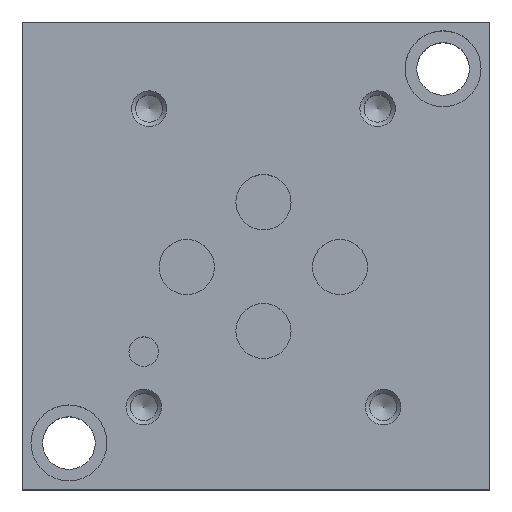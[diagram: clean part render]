
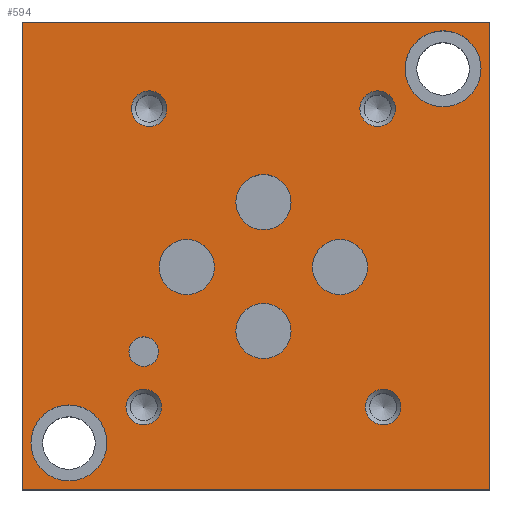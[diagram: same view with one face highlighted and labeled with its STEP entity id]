
A CAD part, top view. The second image highlights one B-rep face of the part: STEP entity #594.
In plain terms, the highlighted planar face has unit normal (0, 0, 1).
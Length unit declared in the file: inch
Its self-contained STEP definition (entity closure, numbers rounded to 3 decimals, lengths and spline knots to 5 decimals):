
#594 = ADVANCED_FACE( '', ( #1276, #1277, #1278, #1279, #1280, #1281, #1282, #1283, #1284, #1285, #1286, #1287 ), #1288, .F. );
#1276 = FACE_BOUND( '', #2007, .T. );
#1277 = FACE_BOUND( '', #2008, .T. );
#1278 = FACE_BOUND( '', #2009, .T. );
#1279 = FACE_BOUND( '', #2010, .T. );
#1280 = FACE_BOUND( '', #2011, .T. );
#1281 = FACE_BOUND( '', #2012, .T. );
#1282 = FACE_BOUND( '', #2013, .T. );
#1283 = FACE_BOUND( '', #2014, .T. );
#1284 = FACE_BOUND( '', #2015, .T. );
#1285 = FACE_BOUND( '', #2016, .T. );
#1286 = FACE_BOUND( '', #2017, .T. );
#1287 = FACE_OUTER_BOUND( '', #2018, .T. );
#1288 = PLANE( '', #2019 );
#2007 = EDGE_LOOP( '', ( #3703 ) );
#2008 = EDGE_LOOP( '', ( #3704 ) );
#2009 = EDGE_LOOP( '', ( #3705 ) );
#2010 = EDGE_LOOP( '', ( #3706 ) );
#2011 = EDGE_LOOP( '', ( #3707 ) );
#2012 = EDGE_LOOP( '', ( #3708 ) );
#2013 = EDGE_LOOP( '', ( #3709 ) );
#2014 = EDGE_LOOP( '', ( #3710 ) );
#2015 = EDGE_LOOP( '', ( #3711 ) );
#2016 = EDGE_LOOP( '', ( #3712 ) );
#2017 = EDGE_LOOP( '', ( #3713 ) );
#2018 = EDGE_LOOP( '', ( #3714, #3715, #3716, #3717 ) );
#2019 = AXIS2_PLACEMENT_3D( '', #3718, #3719, #3720 );
#3703 = ORIENTED_EDGE( '', *, *, #4716, .T. );
#3704 = ORIENTED_EDGE( '', *, *, #4655, .T. );
#3705 = ORIENTED_EDGE( '', *, *, #4678, .F. );
#3706 = ORIENTED_EDGE( '', *, *, #4390, .F. );
#3707 = ORIENTED_EDGE( '', *, *, #4680, .F. );
#3708 = ORIENTED_EDGE( '', *, *, #4188, .F. );
#3709 = ORIENTED_EDGE( '', *, *, #4664, .F. );
#3710 = ORIENTED_EDGE( '', *, *, #4717, .F. );
#3711 = ORIENTED_EDGE( '', *, *, #4615, .F. );
#3712 = ORIENTED_EDGE( '', *, *, #4718, .F. );
#3713 = ORIENTED_EDGE( '', *, *, #4580, .F. );
#3714 = ORIENTED_EDGE( '', *, *, #4483, .T. );
#3715 = ORIENTED_EDGE( '', *, *, #4440, .F. );
#3716 = ORIENTED_EDGE( '', *, *, #4238, .F. );
#3717 = ORIENTED_EDGE( '', *, *, #4363, .T. );
#3718 = CARTESIAN_POINT( '', ( 2.5, 2.5, 1. ) );
#3719 = DIRECTION( '', ( 0., 0., -1. ) );
#3720 = DIRECTION( '', ( -1., 0., 0. ) );
#4188 = EDGE_CURVE( '', #5020, #5020, #5021, .T. );
#4238 = EDGE_CURVE( '', #5106, #5108, #5109, .T. );
#4363 = EDGE_CURVE( '', #5106, #5319, #5321, .T. );
#4390 = EDGE_CURVE( '', #5357, #5357, #5358, .T. );
#4440 = EDGE_CURVE( '', #5108, #5434, #5436, .T. );
#4483 = EDGE_CURVE( '', #5319, #5434, #5495, .T. );
#4580 = EDGE_CURVE( '', #5622, #5622, #5623, .T. );
#4615 = EDGE_CURVE( '', #5670, #5670, #5671, .T. );
#4655 = EDGE_CURVE( '', #5721, #5721, #5722, .T. );
#4664 = EDGE_CURVE( '', #5731, #5731, #5732, .T. );
#4678 = EDGE_CURVE( '', #5746, #5746, #5747, .T. );
#4680 = EDGE_CURVE( '', #5749, #5749, #5750, .T. );
#4716 = EDGE_CURVE( '', #5792, #5792, #5793, .T. );
#4717 = EDGE_CURVE( '', #5794, #5794, #5795, .T. );
#4718 = EDGE_CURVE( '', #5796, #5796, #5797, .T. );
#5020 = VERTEX_POINT( '', #6180 );
#5021 = CIRCLE( '', #6181, 0.095 );
#5106 = VERTEX_POINT( '', #6295 );
#5108 = VERTEX_POINT( '', #6298 );
#5109 = LINE( '', #6299, #6300 );
#5319 = VERTEX_POINT( '', #6592 );
#5321 = LINE( '', #6595, #6596 );
#5357 = VERTEX_POINT( '', #6648 );
#5358 = CIRCLE( '', #6649, 0.095 );
#5434 = VERTEX_POINT( '', #6749 );
#5436 = LINE( '', #6752, #6753 );
#5495 = LINE( '', #6832, #6833 );
#5622 = VERTEX_POINT( '', #7008 );
#5623 = CIRCLE( '', #7009, 0.1475 );
#5670 = VERTEX_POINT( '', #7069 );
#5671 = CIRCLE( '', #7070, 0.1475 );
#5721 = VERTEX_POINT( '', #7136 );
#5722 = CIRCLE( '', #7137, 0.203 );
#5731 = VERTEX_POINT( '', #7150 );
#5732 = CIRCLE( '', #7151, 0.079 );
#5746 = VERTEX_POINT( '', #7168 );
#5747 = CIRCLE( '', #7169, 0.095 );
#5749 = VERTEX_POINT( '', #7171 );
#5750 = CIRCLE( '', #7172, 0.095 );
#5792 = VERTEX_POINT( '', #7227 );
#5793 = CIRCLE( '', #7228, 0.203 );
#5794 = VERTEX_POINT( '', #7229 );
#5795 = CIRCLE( '', #7230, 0.1475 );
#5796 = VERTEX_POINT( '', #7231 );
#5797 = CIRCLE( '', #7232, 0.1475 );
#6180 = CARTESIAN_POINT( '', ( 1.995, 2.037, 1. ) );
#6181 = AXIS2_PLACEMENT_3D( '', #7471, #7472, #7473 );
#6295 = CARTESIAN_POINT( '', ( 2.5, 2.5, 1. ) );
#6298 = CARTESIAN_POINT( '', ( 2.5, 0., 1. ) );
#6299 = CARTESIAN_POINT( '', ( 2.5, 2.5, 1. ) );
#6300 = VECTOR( '', #7531, 39.37008 );
#6592 = CARTESIAN_POINT( '', ( 0., 2.5, 1. ) );
#6595 = CARTESIAN_POINT( '', ( 2.5, 2.5, 1. ) );
#6596 = VECTOR( '', #7708, 39.37008 );
#6648 = CARTESIAN_POINT( '', ( 0.745, 0.442, 1. ) );
#6649 = AXIS2_PLACEMENT_3D( '', #7728, #7729, #7730 );
#6749 = CARTESIAN_POINT( '', ( 0., 0., 1. ) );
#6752 = CARTESIAN_POINT( '', ( 2.5, 0., 1. ) );
#6753 = VECTOR( '', #7789, 39.37008 );
#6832 = CARTESIAN_POINT( '', ( 0., 2.5, 1. ) );
#6833 = VECTOR( '', #7834, 39.37008 );
#7008 = CARTESIAN_POINT( '', ( 1.0275, 1.19, 1. ) );
#7009 = AXIS2_PLACEMENT_3D( '', #7922, #7923, #7924 );
#7069 = CARTESIAN_POINT( '', ( 1.4375, 1.537, 1. ) );
#7070 = AXIS2_PLACEMENT_3D( '', #7965, #7966, #7967 );
#7136 = CARTESIAN_POINT( '', ( 0.047, 0.25, 1. ) );
#7137 = AXIS2_PLACEMENT_3D( '', #8011, #8012, #8013 );
#7150 = CARTESIAN_POINT( '', ( 0.729, 0.738, 1. ) );
#7151 = AXIS2_PLACEMENT_3D( '', #8018, #8019, #8020 );
#7168 = CARTESIAN_POINT( '', ( 0.774, 2.037, 1. ) );
#7169 = AXIS2_PLACEMENT_3D( '', #8033, #8034, #8035 );
#7171 = CARTESIAN_POINT( '', ( 2.025, 0.442, 1. ) );
#7172 = AXIS2_PLACEMENT_3D( '', #8036, #8037, #8038 );
#7227 = CARTESIAN_POINT( '', ( 2.047, 2.25, 1. ) );
#7228 = AXIS2_PLACEMENT_3D( '', #8067, #8068, #8069 );
#7229 = CARTESIAN_POINT( '', ( 1.4375, 0.848, 1. ) );
#7230 = AXIS2_PLACEMENT_3D( '', #8070, #8071, #8072 );
#7231 = CARTESIAN_POINT( '', ( 1.8465, 1.19, 1. ) );
#7232 = AXIS2_PLACEMENT_3D( '', #8073, #8074, #8075 );
#7471 = CARTESIAN_POINT( '', ( 1.9, 2.037, 1. ) );
#7472 = DIRECTION( '', ( 0., 0., 1. ) );
#7473 = DIRECTION( '', ( 1., 0., 0. ) );
#7531 = DIRECTION( '', ( 0., -1., 0. ) );
#7708 = DIRECTION( '', ( -1., 0., 0. ) );
#7728 = CARTESIAN_POINT( '', ( 0.65, 0.442, 1. ) );
#7729 = DIRECTION( '', ( 0., 0., 1. ) );
#7730 = DIRECTION( '', ( 1., 0., 0. ) );
#7789 = DIRECTION( '', ( -1., 0., 0. ) );
#7834 = DIRECTION( '', ( 0., -1., 0. ) );
#7922 = CARTESIAN_POINT( '', ( 0.88, 1.19, 1. ) );
#7923 = DIRECTION( '', ( 0., 0., 1. ) );
#7924 = DIRECTION( '', ( 1., 0., 0. ) );
#7965 = CARTESIAN_POINT( '', ( 1.29, 1.537, 1. ) );
#7966 = DIRECTION( '', ( 0., 0., 1. ) );
#7967 = DIRECTION( '', ( 1., 0., 0. ) );
#8011 = CARTESIAN_POINT( '', ( 0.25, 0.25, 1. ) );
#8012 = DIRECTION( '', ( 0., 0., -1. ) );
#8013 = DIRECTION( '', ( -1., 0., 0. ) );
#8018 = CARTESIAN_POINT( '', ( 0.65, 0.738, 1. ) );
#8019 = DIRECTION( '', ( 0., 0., 1. ) );
#8020 = DIRECTION( '', ( 1., 0., 0. ) );
#8033 = CARTESIAN_POINT( '', ( 0.679, 2.037, 1. ) );
#8034 = DIRECTION( '', ( 0., 0., 1. ) );
#8035 = DIRECTION( '', ( 1., 0., 0. ) );
#8036 = CARTESIAN_POINT( '', ( 1.93, 0.442, 1. ) );
#8037 = DIRECTION( '', ( 0., 0., 1. ) );
#8038 = DIRECTION( '', ( 1., 0., 0. ) );
#8067 = CARTESIAN_POINT( '', ( 2.25, 2.25, 1. ) );
#8068 = DIRECTION( '', ( 0., 0., -1. ) );
#8069 = DIRECTION( '', ( -1., 0., 0. ) );
#8070 = CARTESIAN_POINT( '', ( 1.29, 0.848, 1. ) );
#8071 = DIRECTION( '', ( 0., 0., 1. ) );
#8072 = DIRECTION( '', ( 1., 0., 0. ) );
#8073 = CARTESIAN_POINT( '', ( 1.699, 1.19, 1. ) );
#8074 = DIRECTION( '', ( 0., 0., 1. ) );
#8075 = DIRECTION( '', ( 1., 0., 0. ) );
